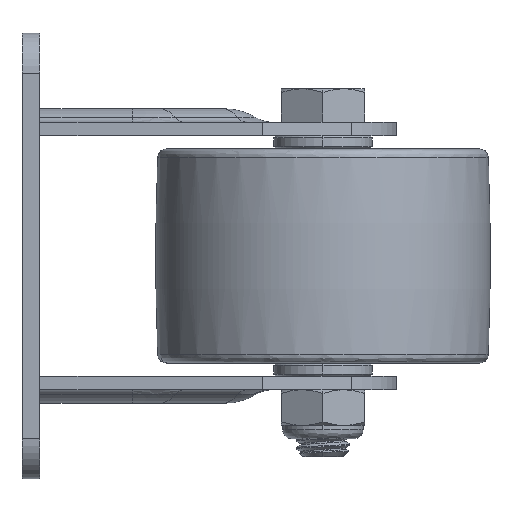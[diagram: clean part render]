
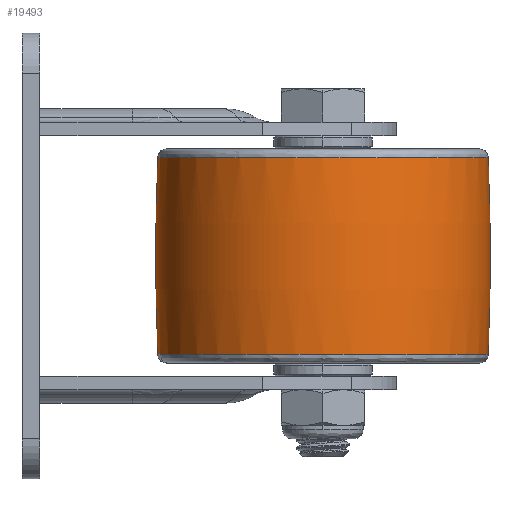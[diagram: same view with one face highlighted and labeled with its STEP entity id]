
A CAD part, left-side view. The second image highlights one B-rep face of the part: STEP entity #19493.
In plain terms, the highlighted toroidal (fillet/blend) face has major radius 538.75 mm and minor radius 576.25 mm.
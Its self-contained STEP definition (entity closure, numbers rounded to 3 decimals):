
#540 = CARTESIAN_POINT ( 'NONE',  ( 0., -18.723, 22.077 ) ) ;
#861 = CARTESIAN_POINT ( 'NONE',  ( 0., -594.55, 0. ) ) ;
#2211 = CARTESIAN_POINT ( 'NONE',  ( 0., -55.8, 22.077 ) ) ;
#2349 = DIRECTION ( 'NONE',  ( 0., 0., 1. ) ) ;
#3053 = ORIENTED_EDGE ( 'NONE', *, *, #8470, .F. ) ;
#4580 = CARTESIAN_POINT ( 'NONE',  ( 0., -55.8, 0. ) ) ;
#5585 = CIRCLE ( 'NONE', #19415, 37.077 ) ;
#6044 = DIRECTION ( 'NONE',  ( 0., 0., 1. ) ) ;
#6167 = EDGE_CURVE ( 'NONE', #13308, #24760, #20293, .T. ) ;
#6226 = ORIENTED_EDGE ( 'NONE', *, *, #8987, .F. ) ;
#6673 = DIRECTION ( 'NONE',  ( 0., 0., 1. ) ) ;
#6998 = DIRECTION ( 'NONE',  ( 1., 0., 0. ) ) ;
#7034 = DIRECTION ( 'NONE',  ( 0.007, -1., 0. ) ) ;
#8337 = AXIS2_PLACEMENT_3D ( 'NONE', #18615, #23205, #6044 ) ;
#8423 = ORIENTED_EDGE ( 'NONE', *, *, #17252, .F. ) ;
#8470 = EDGE_CURVE ( 'NONE', #15464, #21773, #5585, .T. ) ;
#8987 = EDGE_CURVE ( 'NONE', #13856, #23804, #11862, .T. ) ;
#9271 = DIRECTION ( 'NONE',  ( 0., 0., -1. ) ) ;
#10733 = DIRECTION ( 'NONE',  ( -0.005, -1., 0. ) ) ;
#11862 = CIRCLE ( 'NONE', #20763, 37.077 ) ;
#12515 = CARTESIAN_POINT ( 'NONE',  ( 0., -92.877, -22.077 ) ) ;
#12682 = FACE_OUTER_BOUND ( 'NONE', #16048, .T. ) ;
#12755 = CARTESIAN_POINT ( 'NONE',  ( 0., -55.8, -22.077 ) ) ;
#13169 = DIRECTION ( 'NONE',  ( 0., 0., -1. ) ) ;
#13260 = CIRCLE ( 'NONE', #16823, 37.077 ) ;
#13308 = VERTEX_POINT ( 'NONE', #18109 ) ;
#13856 = VERTEX_POINT ( 'NONE', #14973 ) ;
#14040 = AXIS2_PLACEMENT_3D ( 'NONE', #861, #6998, #20113 ) ;
#14580 = CIRCLE ( 'NONE', #8337, 576.25 ) ;
#14817 = DIRECTION ( 'NONE',  ( 0., 0., 1. ) ) ;
#14973 = CARTESIAN_POINT ( 'NONE',  ( -0.177, -92.877, 22.077 ) ) ;
#15395 = DIRECTION ( 'NONE',  ( 0.007, -1., 0. ) ) ;
#15464 = VERTEX_POINT ( 'NONE', #12515 ) ;
#15687 = CARTESIAN_POINT ( 'NONE',  ( 0., -55.8, -22.077 ) ) ;
#15882 = AXIS2_PLACEMENT_3D ( 'NONE', #4580, #6673, #21612 ) ;
#16048 = EDGE_LOOP ( 'NONE', ( #21014, #22584, #3053, #25797, #6226, #8423 ) ) ;
#16340 = TOROIDAL_SURFACE ( 'NONE', #15882, -538.75, 576.25 ) ;
#16570 = CARTESIAN_POINT ( 'NONE',  ( -0.251, -18.724, -22.077 ) ) ;
#16823 = AXIS2_PLACEMENT_3D ( 'NONE', #12755, #13169, #15395 ) ;
#17252 = EDGE_CURVE ( 'NONE', #24760, #13856, #24256, .T. ) ;
#17564 = AXIS2_PLACEMENT_3D ( 'NONE', #27515, #14817, #23327 ) ;
#18109 = CARTESIAN_POINT ( 'NONE',  ( 0., -18.723, -22.077 ) ) ;
#18615 = CARTESIAN_POINT ( 'NONE',  ( 0., 482.95, 0. ) ) ;
#19415 = AXIS2_PLACEMENT_3D ( 'NONE', #15687, #9271, #7034 ) ;
#19493 = ADVANCED_FACE ( 'NONE', ( #12682 ), #16340, .T. ) ;
#20113 = DIRECTION ( 'NONE',  ( 0., 0., -1. ) ) ;
#20293 = CIRCLE ( 'NONE', #14040, 576.25 ) ;
#20763 = AXIS2_PLACEMENT_3D ( 'NONE', #2211, #2349, #10733 ) ;
#21014 = ORIENTED_EDGE ( 'NONE', *, *, #6167, .F. ) ;
#21612 = DIRECTION ( 'NONE',  ( 0., -1., 0. ) ) ;
#21773 = VERTEX_POINT ( 'NONE', #16570 ) ;
#22153 = CARTESIAN_POINT ( 'NONE',  ( 0., -92.877, 22.077 ) ) ;
#22584 = ORIENTED_EDGE ( 'NONE', *, *, #27458, .F. ) ;
#23205 = DIRECTION ( 'NONE',  ( -1., 0., 0. ) ) ;
#23327 = DIRECTION ( 'NONE',  ( -0.005, -1., 0. ) ) ;
#23804 = VERTEX_POINT ( 'NONE', #22153 ) ;
#24256 = CIRCLE ( 'NONE', #17564, 37.077 ) ;
#24760 = VERTEX_POINT ( 'NONE', #540 ) ;
#25797 = ORIENTED_EDGE ( 'NONE', *, *, #27174, .T. ) ;
#27174 = EDGE_CURVE ( 'NONE', #15464, #23804, #14580, .T. ) ;
#27458 = EDGE_CURVE ( 'NONE', #21773, #13308, #13260, .T. ) ;
#27515 = CARTESIAN_POINT ( 'NONE',  ( 0., -55.8, 22.077 ) ) ;
